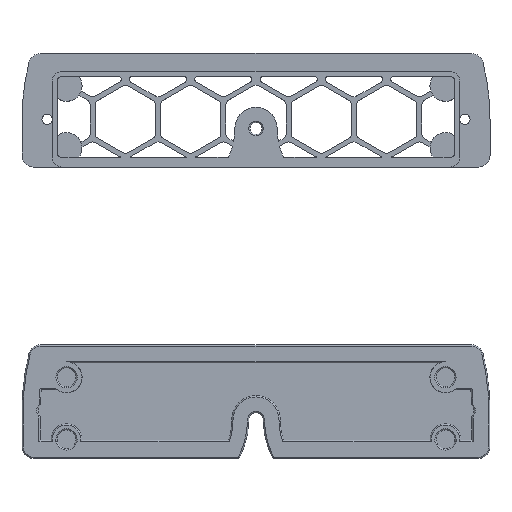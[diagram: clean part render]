
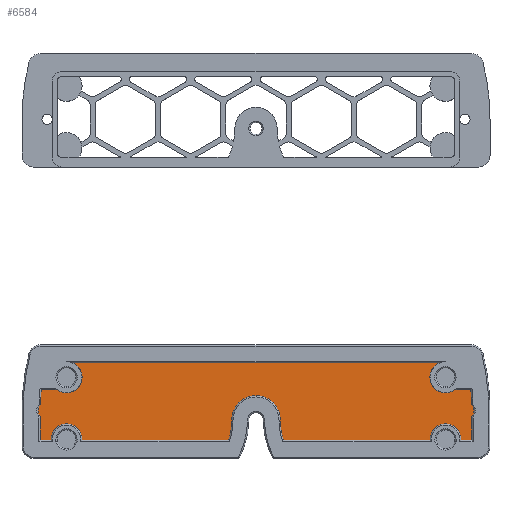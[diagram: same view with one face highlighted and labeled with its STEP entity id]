
A CAD part, top view. The second image highlights one B-rep face of the part: STEP entity #6584.
In plain terms, the highlighted face is planar.
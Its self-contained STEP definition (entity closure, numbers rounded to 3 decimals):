
#322=CIRCLE('',#7049,5.125);
#323=CIRCLE('',#7050,21.332);
#324=CIRCLE('',#7051,8.);
#325=CIRCLE('',#7052,21.332);
#326=CIRCLE('',#7053,5.125);
#327=CIRCLE('',#7054,3.);
#328=CIRCLE('',#7055,71.4);
#329=CIRCLE('',#7056,5.125);
#330=CIRCLE('',#7057,5.125);
#331=CIRCLE('',#7058,71.4);
#332=CIRCLE('',#7059,3.);
#738=LINE('',#11142,#1345);
#739=LINE('',#11150,#1346);
#740=LINE('',#11154,#1347);
#741=LINE('',#11156,#1348);
#742=LINE('',#11162,#1349);
#743=LINE('',#11166,#1350);
#744=LINE('',#11170,#1351);
#745=LINE('',#11176,#1352);
#746=LINE('',#11177,#1353);
#1345=VECTOR('',#8112,10.);
#1346=VECTOR('',#8119,10.);
#1347=VECTOR('',#8122,10.);
#1348=VECTOR('',#8123,10.);
#1349=VECTOR('',#8128,10.);
#1350=VECTOR('',#8131,10.);
#1351=VECTOR('',#8134,10.);
#1352=VECTOR('',#8139,10.);
#1353=VECTOR('',#8140,10.);
#1848=PLANE('',#7048);
#2099=FACE_OUTER_BOUND('',#2491,.T.);
#2491=EDGE_LOOP('',(#5107,#5108,#5109,#5110,#5111,#5112,#5113,#5114,#5115,
#5116,#5117,#5118,#5119,#5120,#5121,#5122,#5123,#5124,#5125,#5126));
#3068=VERTEX_POINT('',#11138);
#3069=VERTEX_POINT('',#11139);
#3070=VERTEX_POINT('',#11141);
#3071=VERTEX_POINT('',#11143);
#3072=VERTEX_POINT('',#11145);
#3073=VERTEX_POINT('',#11147);
#3074=VERTEX_POINT('',#11149);
#3075=VERTEX_POINT('',#11151);
#3076=VERTEX_POINT('',#11153);
#3077=VERTEX_POINT('',#11155);
#3078=VERTEX_POINT('',#11157);
#3079=VERTEX_POINT('',#11159);
#3080=VERTEX_POINT('',#11161);
#3081=VERTEX_POINT('',#11163);
#3082=VERTEX_POINT('',#11165);
#3083=VERTEX_POINT('',#11167);
#3084=VERTEX_POINT('',#11169);
#3085=VERTEX_POINT('',#11171);
#3086=VERTEX_POINT('',#11173);
#3087=VERTEX_POINT('',#11175);
#3823=EDGE_CURVE('',#3068,#3069,#322,.T.);
#3824=EDGE_CURVE('',#3068,#3070,#738,.T.);
#3825=EDGE_CURVE('',#3070,#3071,#323,.T.);
#3826=EDGE_CURVE('',#3071,#3072,#324,.T.);
#3827=EDGE_CURVE('',#3072,#3073,#325,.T.);
#3828=EDGE_CURVE('',#3073,#3074,#739,.T.);
#3829=EDGE_CURVE('',#3075,#3074,#326,.T.);
#3830=EDGE_CURVE('',#3075,#3076,#740,.T.);
#3831=EDGE_CURVE('',#3076,#3077,#741,.T.);
#3832=EDGE_CURVE('',#3077,#3078,#327,.T.);
#3833=EDGE_CURVE('',#3078,#3079,#328,.T.);
#3834=EDGE_CURVE('',#3080,#3079,#742,.T.);
#3835=EDGE_CURVE('',#3081,#3080,#329,.T.);
#3836=EDGE_CURVE('',#3081,#3082,#743,.T.);
#3837=EDGE_CURVE('',#3083,#3082,#330,.T.);
#3838=EDGE_CURVE('',#3084,#3083,#744,.T.);
#3839=EDGE_CURVE('',#3084,#3085,#331,.T.);
#3840=EDGE_CURVE('',#3085,#3086,#332,.T.);
#3841=EDGE_CURVE('',#3086,#3087,#745,.T.);
#3842=EDGE_CURVE('',#3087,#3069,#746,.T.);
#5107=ORIENTED_EDGE('',*,*,#3823,.F.);
#5108=ORIENTED_EDGE('',*,*,#3824,.T.);
#5109=ORIENTED_EDGE('',*,*,#3825,.T.);
#5110=ORIENTED_EDGE('',*,*,#3826,.T.);
#5111=ORIENTED_EDGE('',*,*,#3827,.T.);
#5112=ORIENTED_EDGE('',*,*,#3828,.T.);
#5113=ORIENTED_EDGE('',*,*,#3829,.F.);
#5114=ORIENTED_EDGE('',*,*,#3830,.T.);
#5115=ORIENTED_EDGE('',*,*,#3831,.T.);
#5116=ORIENTED_EDGE('',*,*,#3832,.T.);
#5117=ORIENTED_EDGE('',*,*,#3833,.T.);
#5118=ORIENTED_EDGE('',*,*,#3834,.F.);
#5119=ORIENTED_EDGE('',*,*,#3835,.F.);
#5120=ORIENTED_EDGE('',*,*,#3836,.T.);
#5121=ORIENTED_EDGE('',*,*,#3837,.F.);
#5122=ORIENTED_EDGE('',*,*,#3838,.F.);
#5123=ORIENTED_EDGE('',*,*,#3839,.T.);
#5124=ORIENTED_EDGE('',*,*,#3840,.T.);
#5125=ORIENTED_EDGE('',*,*,#3841,.T.);
#5126=ORIENTED_EDGE('',*,*,#3842,.T.);
#6584=ADVANCED_FACE('',(#2099),#1848,.F.);
#7048=AXIS2_PLACEMENT_3D('',#11137,#8108,#8109);
#7049=AXIS2_PLACEMENT_3D('',#11140,#8110,#8111);
#7050=AXIS2_PLACEMENT_3D('',#11144,#8113,#8114);
#7051=AXIS2_PLACEMENT_3D('',#11146,#8115,#8116);
#7052=AXIS2_PLACEMENT_3D('',#11148,#8117,#8118);
#7053=AXIS2_PLACEMENT_3D('',#11152,#8120,#8121);
#7054=AXIS2_PLACEMENT_3D('',#11158,#8124,#8125);
#7055=AXIS2_PLACEMENT_3D('',#11160,#8126,#8127);
#7056=AXIS2_PLACEMENT_3D('',#11164,#8129,#8130);
#7057=AXIS2_PLACEMENT_3D('',#11168,#8132,#8133);
#7058=AXIS2_PLACEMENT_3D('',#11172,#8135,#8136);
#7059=AXIS2_PLACEMENT_3D('',#11174,#8137,#8138);
#8108=DIRECTION('center_axis',(0.,-1.,0.));
#8109=DIRECTION('ref_axis',(1.,0.,0.));
#8110=DIRECTION('center_axis',(0.,1.,0.));
#8111=DIRECTION('ref_axis',(1.,0.,0.));
#8112=DIRECTION('',(1.,0.,0.));
#8113=DIRECTION('center_axis',(0.,1.,0.));
#8114=DIRECTION('ref_axis',(1.,0.,0.));
#8115=DIRECTION('center_axis',(0.,-1.,0.));
#8116=DIRECTION('ref_axis',(1.,0.,0.));
#8117=DIRECTION('center_axis',(0.,1.,0.));
#8118=DIRECTION('ref_axis',(-0.866,0.,0.501));
#8119=DIRECTION('',(1.,0.,0.));
#8120=DIRECTION('center_axis',(0.,1.,0.));
#8121=DIRECTION('ref_axis',(1.,0.,0.));
#8122=DIRECTION('',(1.,0.,0.));
#8123=DIRECTION('',(0.,0.,-1.));
#8124=DIRECTION('center_axis',(0.,1.,0.));
#8125=DIRECTION('ref_axis',(1.,0.,0.));
#8126=DIRECTION('center_axis',(0.,1.,0.));
#8127=DIRECTION('ref_axis',(0.975,0.,-0.221));
#8128=DIRECTION('',(1.,0.,0.));
#8129=DIRECTION('center_axis',(0.,1.,0.));
#8130=DIRECTION('ref_axis',(1.,0.,0.));
#8131=DIRECTION('',(-1.,0.,0.));
#8132=DIRECTION('center_axis',(0.,1.,0.));
#8133=DIRECTION('ref_axis',(1.,0.,0.));
#8134=DIRECTION('',(1.,0.,0.));
#8135=DIRECTION('center_axis',(0.,1.,0.));
#8136=DIRECTION('ref_axis',(-1.,0.,0.));
#8137=DIRECTION('center_axis',(0.,1.,0.));
#8138=DIRECTION('ref_axis',(1.,0.,0.));
#8139=DIRECTION('',(0.,0.,1.));
#8140=DIRECTION('',(1.,0.,0.));
#11137=CARTESIAN_POINT('Origin',(2.,-24.85,23.104));
#11138=CARTESIAN_POINT('',(-55.56,-24.85,35.904));
#11139=CARTESIAN_POINT('',(-65.79,-24.85,35.904));
#11140=CARTESIAN_POINT('Origin',(-60.675,-24.85,35.579));
#11141=CARTESIAN_POINT('',(-7.106,-24.85,35.904));
#11142=CARTESIAN_POINT('',(73.4,-24.85,35.904));
#11143=CARTESIAN_POINT('',(-6.,-24.85,29.124));
#11144=CARTESIAN_POINT('Origin',(-27.332,-24.85,29.124));
#11145=CARTESIAN_POINT('',(10.,-24.85,29.124));
#11146=CARTESIAN_POINT('Origin',(2.,-24.85,29.124));
#11147=CARTESIAN_POINT('',(11.106,-24.85,35.904));
#11148=CARTESIAN_POINT('Origin',(31.332,-24.85,29.124));
#11149=CARTESIAN_POINT('',(59.56,-24.85,35.904));
#11150=CARTESIAN_POINT('',(73.4,-24.85,35.904));
#11151=CARTESIAN_POINT('',(69.79,-24.85,35.904));
#11152=CARTESIAN_POINT('Origin',(64.675,-24.85,35.579));
#11153=CARTESIAN_POINT('',(73.4,-24.85,35.904));
#11154=CARTESIAN_POINT('',(73.4,-24.85,35.904));
#11155=CARTESIAN_POINT('',(73.4,-24.85,28.03));
#11156=CARTESIAN_POINT('',(73.4,-24.85,26.104));
#11157=CARTESIAN_POINT('',(73.373,-24.85,24.146));
#11158=CARTESIAN_POINT('Origin',(71.1,-24.85,26.104));
#11159=CARTESIAN_POINT('',(73.055,-24.85,19.091));
#11160=CARTESIAN_POINT('Origin',(2.,-24.85,26.104));
#11161=CARTESIAN_POINT('',(67.8,-24.85,19.091));
#11162=CARTESIAN_POINT('',(37.527,-24.85,19.091));
#11163=CARTESIAN_POINT('',(62.69,-24.85,10.304));
#11164=CARTESIAN_POINT('Origin',(64.675,-24.85,15.029));
#11165=CARTESIAN_POINT('',(-58.69,-24.85,10.304));
#11166=CARTESIAN_POINT('',(-67.63,-24.85,10.304));
#11167=CARTESIAN_POINT('',(-63.8,-24.85,19.091));
#11168=CARTESIAN_POINT('Origin',(-60.675,-24.85,15.029));
#11169=CARTESIAN_POINT('',(-69.055,-24.85,19.091));
#11170=CARTESIAN_POINT('',(-30.9,-24.85,19.091));
#11171=CARTESIAN_POINT('',(-69.373,-24.85,24.146));
#11172=CARTESIAN_POINT('Origin',(2.,-24.85,26.104));
#11173=CARTESIAN_POINT('',(-69.4,-24.85,28.03));
#11174=CARTESIAN_POINT('Origin',(-67.1,-24.85,26.104));
#11175=CARTESIAN_POINT('',(-69.4,-24.85,35.904));
#11176=CARTESIAN_POINT('',(-69.4,-24.85,35.904));
#11177=CARTESIAN_POINT('',(73.4,-24.85,35.904));
